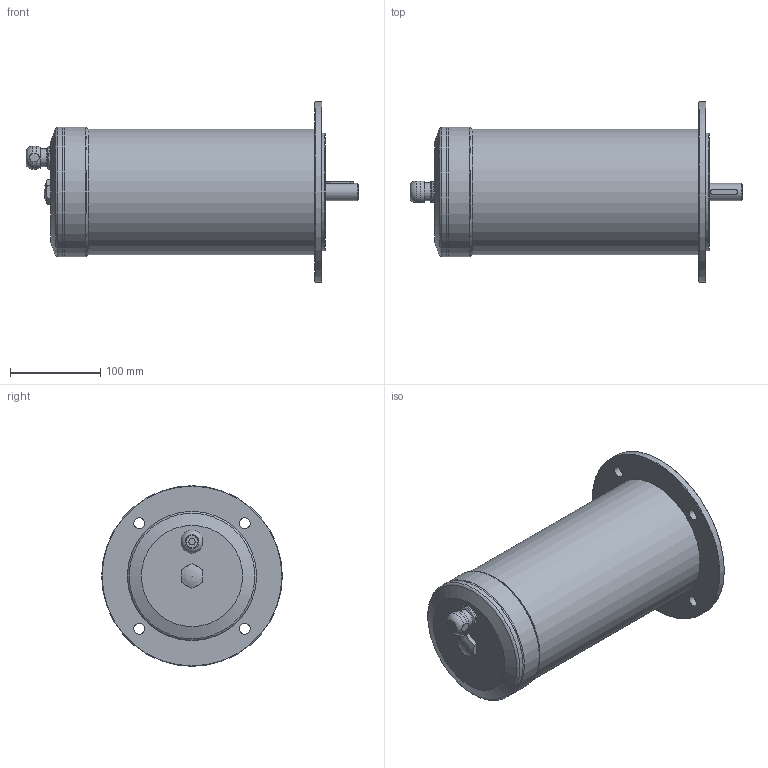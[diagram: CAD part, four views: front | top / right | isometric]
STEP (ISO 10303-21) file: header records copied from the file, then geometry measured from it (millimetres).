
FILE_DESCRIPTION(/* description */ ('Unknown'),/* implementation_level */ '2;1');
FILE_NAME(/* name */ 'SPMDKG6GTENN4KSA1-N---NNN',/* time_stamp */ '2024-03-15T13:17:49+01:00',/* author */ ('Unknown'),/* organization */ ('Unknown'),/* preprocessor_version */ 'ST-DEVELOPER v18.104',/* originating_system */ 'Solid Edge',/* authorisation */ 'Unknown');
FILE_SCHEMA (('AUTOMOTIVE_DESIGN {1 0 10303 214 3 1 1}'));
Length unit declared in the file: millimetre
Products named in the file (1): SPMDKG6GTENN4KSA1-N---NNN
Bounding box: 367.5 x 200 x 200 mm (x, y, z)
Volume: 4735786.1 mm3; surface area: 203697.1 mm2
Topology: 1 solids, 1 shells, 79 faces, 173 edges, 111 vertices
Faces by surface type: plane 30, cylinder 28, cone 15, torus 5, sphere 1
Full cylindrical faces by diameter (mm): 4.917 x2, 6.4 x1, 7 x1, 12 x4, 13.4 x1, 19 x1, 20 x1, 25 x1, 68 x1, 130 x1, 138.98 x1, 139 x1, 142.98 x2, 143 x3, 200 x1
Entity records: 2480 total; most frequent: CARTESIAN_POINT 363, DIRECTION 342, ORIENTED_EDGE 228, AXIS2_PLACEMENT_3D 156, FACE_BOUND 147, EDGE_LOOP 146, EDGE_CURVE 114, VERTEX_POINT 97
